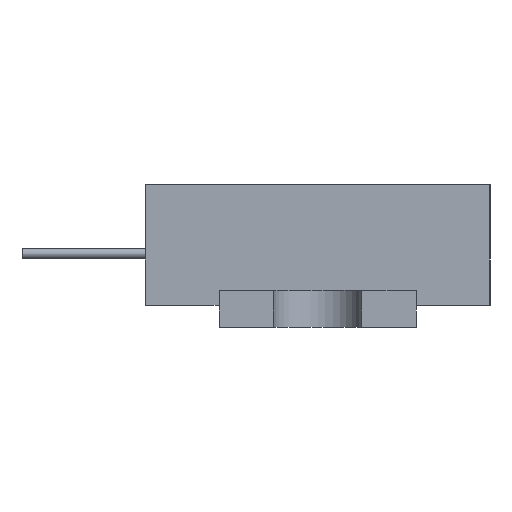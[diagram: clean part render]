
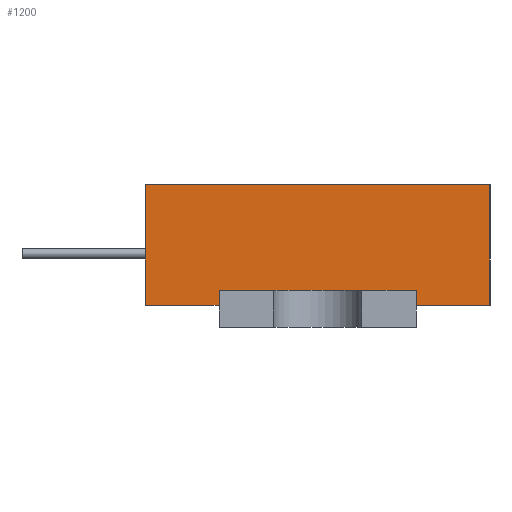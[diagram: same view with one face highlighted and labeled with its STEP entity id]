
A CAD part, left-side view. The second image highlights one B-rep face of the part: STEP entity #1200.
In plain terms, the highlighted planar face has unit normal (-1, 0, 0).
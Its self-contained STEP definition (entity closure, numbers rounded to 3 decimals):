
#1200=ADVANCED_FACE('',(#2379),#2381,.T.);
#2379=FACE_BOUND('',#2380,.T.);
#2380=EDGE_LOOP('',(#3468,#3469,#3470,#3471,#3472,#3473,#3474,#3475));
#2381=PLANE('',#2382);
#2382=AXIS2_PLACEMENT_3D('',#2383,#2384,#2385);
#2383=CARTESIAN_POINT('',(-17.5,7.,0.9));
#2384=DIRECTION('',(-1.,0.,0.));
#2385=DIRECTION('',(0.,-1.,0.));
#3468=ORIENTED_EDGE('',*,*,#4087,.T.);
#3469=ORIENTED_EDGE('',*,*,#4088,.T.);
#3470=ORIENTED_EDGE('',*,*,#4089,.T.);
#3471=ORIENTED_EDGE('',*,*,#4090,.T.);
#3472=ORIENTED_EDGE('',*,*,#3715,.F.);
#3473=ORIENTED_EDGE('',*,*,#4091,.F.);
#3474=ORIENTED_EDGE('',*,*,#4092,.T.);
#3475=ORIENTED_EDGE('',*,*,#4093,.T.);
#3715=EDGE_CURVE('',#4159,#4160,#4161,.T.);
#4087=EDGE_CURVE('',#4778,#4779,#4780,.T.);
#4088=EDGE_CURVE('',#4779,#4781,#4782,.T.);
#4089=EDGE_CURVE('',#4781,#4783,#4784,.T.);
#4090=EDGE_CURVE('',#4783,#4160,#4785,.T.);
#4091=EDGE_CURVE('',#4786,#4159,#4787,.T.);
#4092=EDGE_CURVE('',#4786,#4788,#4789,.T.);
#4093=EDGE_CURVE('',#4788,#4778,#4790,.T.);
#4159=VERTEX_POINT('',#4906);
#4160=VERTEX_POINT('',#4907);
#4161=LINE('',#4908,#4909);
#4778=VERTEX_POINT('',#6299);
#4779=VERTEX_POINT('',#6300);
#4780=LINE('',#6301,#6302);
#4781=VERTEX_POINT('',#6304);
#4782=LINE('',#6305,#6306);
#4783=VERTEX_POINT('',#6308);
#4784=LINE('',#6309,#6310);
#4785=LINE('',#6312,#6313);
#4786=VERTEX_POINT('',#6315);
#4787=LINE('',#6316,#6317);
#4788=VERTEX_POINT('',#6319);
#4789=LINE('',#6320,#6321);
#4790=LINE('',#6323,#6324);
#4906=CARTESIAN_POINT('',(-17.5,7.,5.8));
#4907=CARTESIAN_POINT('',(-17.5,-7.,5.8));
#4908=CARTESIAN_POINT('',(-17.5,7.,5.8));
#4909=VECTOR('',#4910,1.);
#4910=DIRECTION('',(0.,-1.,0.));
#6299=CARTESIAN_POINT('',(-17.5,4.,1.5));
#6300=CARTESIAN_POINT('',(-17.5,-4.,1.5));
#6301=CARTESIAN_POINT('',(-17.5,4.,1.5));
#6302=VECTOR('',#6303,1.);
#6303=DIRECTION('',(0.,-1.,0.));
#6304=CARTESIAN_POINT('',(-17.5,-4.,0.9));
#6305=CARTESIAN_POINT('',(-17.5,-4.,1.5));
#6306=VECTOR('',#6307,1.);
#6307=DIRECTION('',(0.,0.,-1.));
#6308=CARTESIAN_POINT('',(-17.5,-7.,0.9));
#6309=CARTESIAN_POINT('',(-17.5,-4.,0.9));
#6310=VECTOR('',#6311,1.);
#6311=DIRECTION('',(0.,-1.,0.));
#6312=CARTESIAN_POINT('',(-17.5,-7.,0.9));
#6313=VECTOR('',#6314,1.);
#6314=DIRECTION('',(0.,0.,1.));
#6315=CARTESIAN_POINT('',(-17.5,7.,0.9));
#6316=CARTESIAN_POINT('',(-17.5,7.,0.9));
#6317=VECTOR('',#6318,1.);
#6318=DIRECTION('',(0.,0.,1.));
#6319=CARTESIAN_POINT('',(-17.5,4.,0.9));
#6320=CARTESIAN_POINT('',(-17.5,7.,0.9));
#6321=VECTOR('',#6322,1.);
#6322=DIRECTION('',(0.,-1.,0.));
#6323=CARTESIAN_POINT('',(-17.5,4.,0.9));
#6324=VECTOR('',#6325,1.);
#6325=DIRECTION('',(0.,0.,1.));
